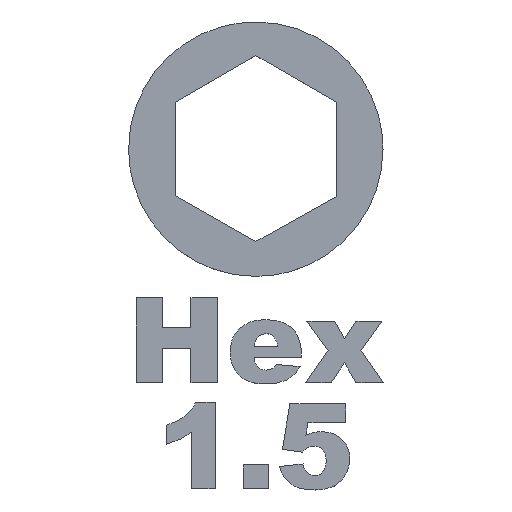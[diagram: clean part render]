
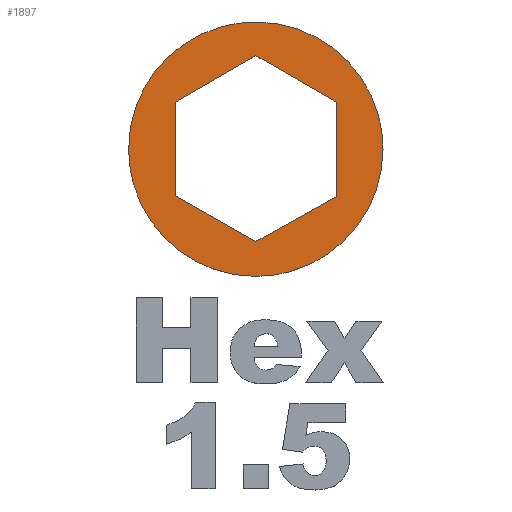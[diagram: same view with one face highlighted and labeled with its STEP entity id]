
A CAD part, top view. The second image highlights one B-rep face of the part: STEP entity #1897.
In plain terms, the highlighted planar face has unit normal (0, 0, 1).
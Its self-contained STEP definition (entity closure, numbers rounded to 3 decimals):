
#150=FACE_BOUND('',#286,.T.);
#154=(
BOUNDED_CURVE()
B_SPLINE_CURVE(3,(#2452,#2453,#2454,#2455),.UNSPECIFIED.,.F.,.F.)
B_SPLINE_CURVE_WITH_KNOTS((4,4),(0.,1.),.UNSPECIFIED.)
CURVE()
GEOMETRIC_REPRESENTATION_ITEM()
RATIONAL_B_SPLINE_CURVE((1.,1.,1.,1.))
REPRESENTATION_ITEM('')
);
#156=(
BOUNDED_CURVE()
B_SPLINE_CURVE(3,(#2473,#2474,#2475,#2476),.UNSPECIFIED.,.F.,.F.)
B_SPLINE_CURVE_WITH_KNOTS((4,4),(0.,1.),.UNSPECIFIED.)
CURVE()
GEOMETRIC_REPRESENTATION_ITEM()
RATIONAL_B_SPLINE_CURVE((1.,1.,1.,1.))
REPRESENTATION_ITEM('')
);
#158=(
BOUNDED_CURVE()
B_SPLINE_CURVE(3,(#2492,#2493,#2494,#2495),.UNSPECIFIED.,.F.,.F.)
B_SPLINE_CURVE_WITH_KNOTS((4,4),(0.,1.),.UNSPECIFIED.)
CURVE()
GEOMETRIC_REPRESENTATION_ITEM()
RATIONAL_B_SPLINE_CURVE((1.,1.,1.,1.))
REPRESENTATION_ITEM('')
);
#160=(
BOUNDED_CURVE()
B_SPLINE_CURVE(3,(#2510,#2511,#2512,#2513),.UNSPECIFIED.,.F.,.F.)
B_SPLINE_CURVE_WITH_KNOTS((4,4),(0.,1.),.UNSPECIFIED.)
CURVE()
GEOMETRIC_REPRESENTATION_ITEM()
RATIONAL_B_SPLINE_CURVE((1.,1.,1.,1.))
REPRESENTATION_ITEM('')
);
#176=FACE_OUTER_BOUND('',#285,.T.);
#285=EDGE_LOOP('',(#1293,#1294,#1295,#1296));
#286=EDGE_LOOP('',(#1297,#1298,#1299,#1300,#1301,#1302));
#388=LINE('',#2409,#583);
#392=LINE('',#2417,#587);
#395=LINE('',#2423,#590);
#398=LINE('',#2429,#593);
#401=LINE('',#2435,#596);
#404=LINE('',#2440,#599);
#583=VECTOR('',#2084,10.);
#587=VECTOR('',#2090,10.);
#590=VECTOR('',#2095,10.);
#593=VECTOR('',#2100,10.);
#596=VECTOR('',#2105,10.);
#599=VECTOR('',#2110,10.);
#778=VERTEX_POINT('',#2407);
#779=VERTEX_POINT('',#2408);
#782=VERTEX_POINT('',#2416);
#784=VERTEX_POINT('',#2422);
#786=VERTEX_POINT('',#2428);
#788=VERTEX_POINT('',#2434);
#790=VERTEX_POINT('',#2450);
#791=VERTEX_POINT('',#2451);
#794=VERTEX_POINT('',#2472);
#796=VERTEX_POINT('',#2491);
#968=EDGE_CURVE('',#778,#779,#388,.T.);
#972=EDGE_CURVE('',#779,#782,#392,.T.);
#975=EDGE_CURVE('',#782,#784,#395,.T.);
#978=EDGE_CURVE('',#784,#786,#398,.T.);
#981=EDGE_CURVE('',#786,#788,#401,.T.);
#984=EDGE_CURVE('',#788,#778,#404,.T.);
#986=EDGE_CURVE('',#790,#791,#154,.T.);
#990=EDGE_CURVE('',#794,#790,#156,.T.);
#993=EDGE_CURVE('',#796,#794,#158,.T.);
#996=EDGE_CURVE('',#791,#796,#160,.T.);
#1293=ORIENTED_EDGE('',*,*,#996,.F.);
#1294=ORIENTED_EDGE('',*,*,#986,.F.);
#1295=ORIENTED_EDGE('',*,*,#990,.F.);
#1296=ORIENTED_EDGE('',*,*,#993,.F.);
#1297=ORIENTED_EDGE('',*,*,#984,.T.);
#1298=ORIENTED_EDGE('',*,*,#968,.T.);
#1299=ORIENTED_EDGE('',*,*,#972,.T.);
#1300=ORIENTED_EDGE('',*,*,#975,.T.);
#1301=ORIENTED_EDGE('',*,*,#978,.T.);
#1302=ORIENTED_EDGE('',*,*,#981,.T.);
#1829=PLANE('',#2022);
#1897=ADVANCED_FACE('',(#176,#150),#1829,.T.);
#2022=AXIS2_PLACEMENT_3D('',#2518,#2116,#2117);
#2084=DIRECTION('',(0.,-1.,0.));
#2090=DIRECTION('',(-0.872,-0.489,0.));
#2095=DIRECTION('',(-0.87,0.494,0.));
#2100=DIRECTION('',(0.,1.,0.));
#2105=DIRECTION('',(0.866,0.5,0.));
#2110=DIRECTION('',(0.865,-0.502,0.));
#2116=DIRECTION('center_axis',(0.,0.,1.));
#2117=DIRECTION('ref_axis',(-1.,0.,0.));
#2407=CARTESIAN_POINT('',(73.796,-33.941,0.));
#2408=CARTESIAN_POINT('',(73.796,-38.39,0.));
#2409=CARTESIAN_POINT('',(73.796,-38.39,0.));
#2416=CARTESIAN_POINT('',(70.013,-40.513,0.));
#2417=CARTESIAN_POINT('',(70.013,-40.513,0.));
#2422=CARTESIAN_POINT('',(66.214,-38.356,0.));
#2423=CARTESIAN_POINT('',(66.214,-38.356,0.));
#2428=CARTESIAN_POINT('',(66.214,-33.941,0.));
#2429=CARTESIAN_POINT('',(66.214,-33.941,0.));
#2434=CARTESIAN_POINT('',(70.013,-31.747,0.));
#2435=CARTESIAN_POINT('',(70.013,-31.747,0.));
#2440=CARTESIAN_POINT('',(73.796,-33.941,0.));
#2450=CARTESIAN_POINT('',(70.005,-42.16,0.));
#2451=CARTESIAN_POINT('',(64.005,-36.159,0.));
#2452=CARTESIAN_POINT('Ctrl Pts',(70.005,-42.16,0.));
#2453=CARTESIAN_POINT('Ctrl Pts',(66.691,-42.16,0.));
#2454=CARTESIAN_POINT('Ctrl Pts',(64.005,-39.473,0.));
#2455=CARTESIAN_POINT('Ctrl Pts',(64.005,-36.159,0.));
#2472=CARTESIAN_POINT('',(76.005,-36.159,0.));
#2473=CARTESIAN_POINT('Ctrl Pts',(76.005,-36.159,0.));
#2474=CARTESIAN_POINT('Ctrl Pts',(76.005,-39.473,0.));
#2475=CARTESIAN_POINT('Ctrl Pts',(73.319,-42.16,0.));
#2476=CARTESIAN_POINT('Ctrl Pts',(70.005,-42.16,0.));
#2491=CARTESIAN_POINT('',(70.005,-30.159,0.));
#2492=CARTESIAN_POINT('Ctrl Pts',(70.005,-30.159,0.));
#2493=CARTESIAN_POINT('Ctrl Pts',(73.319,-30.159,0.));
#2494=CARTESIAN_POINT('Ctrl Pts',(76.005,-32.845,0.));
#2495=CARTESIAN_POINT('Ctrl Pts',(76.005,-36.159,0.));
#2510=CARTESIAN_POINT('Ctrl Pts',(64.005,-36.159,0.));
#2511=CARTESIAN_POINT('Ctrl Pts',(64.005,-32.845,0.));
#2512=CARTESIAN_POINT('Ctrl Pts',(66.691,-30.159,0.));
#2513=CARTESIAN_POINT('Ctrl Pts',(70.005,-30.159,0.));
#2518=CARTESIAN_POINT('Origin',(70.005,-36.159,0.));
